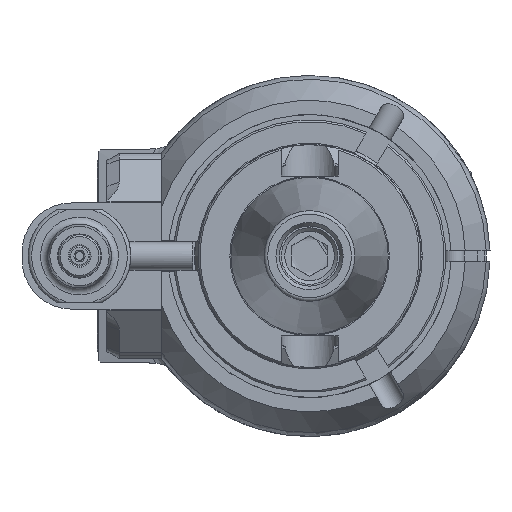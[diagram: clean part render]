
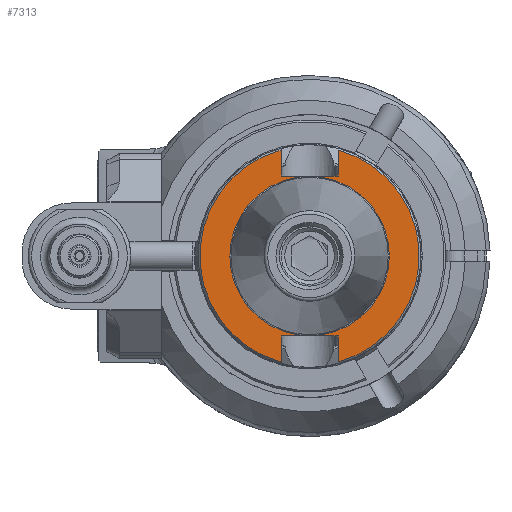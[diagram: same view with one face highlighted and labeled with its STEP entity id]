
A CAD part, left-side view. The second image highlights one B-rep face of the part: STEP entity #7313.
In plain terms, the highlighted planar face has unit normal (-1, 0, 0).
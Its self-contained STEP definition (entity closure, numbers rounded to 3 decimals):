
#346=FACE_BOUND('',#1476,.T.);
#519=PLANE('',#8062);
#990=FACE_OUTER_BOUND('',#1475,.T.);
#1475=EDGE_LOOP('',(#6316,#6317,#6318,#6319,#6320,#6321,#6322,#6323));
#1476=EDGE_LOOP('',(#6324));
#1980=LINE('',#42414,#2480);
#1981=LINE('',#42416,#2481);
#1982=LINE('',#42418,#2482);
#1983=LINE('',#42422,#2483);
#1984=LINE('',#42424,#2484);
#1985=LINE('',#42425,#2485);
#2480=VECTOR('',#9808,7.337);
#2481=VECTOR('',#9809,16.1);
#2482=VECTOR('',#9810,7.337);
#2483=VECTOR('',#9813,7.337);
#2484=VECTOR('',#9814,16.1);
#2485=VECTOR('',#9815,7.337);
#2854=CIRCLE('',#8060,22.525);
#2856=CIRCLE('',#8063,31.);
#2857=CIRCLE('',#8064,31.);
#3458=VERTEX_POINT('',#42406);
#3459=VERTEX_POINT('',#42410);
#3460=VERTEX_POINT('',#42411);
#3461=VERTEX_POINT('',#42413);
#3462=VERTEX_POINT('',#42415);
#3463=VERTEX_POINT('',#42417);
#3464=VERTEX_POINT('',#42419);
#3465=VERTEX_POINT('',#42421);
#3466=VERTEX_POINT('',#42423);
#4441=EDGE_CURVE('',#3458,#3458,#2854,.T.);
#4443=EDGE_CURVE('',#3459,#3460,#2856,.T.);
#4444=EDGE_CURVE('',#3461,#3460,#1980,.T.);
#4445=EDGE_CURVE('',#3461,#3462,#1981,.T.);
#4446=EDGE_CURVE('',#3463,#3462,#1982,.T.);
#4447=EDGE_CURVE('',#3463,#3464,#2857,.T.);
#4448=EDGE_CURVE('',#3465,#3464,#1983,.T.);
#4449=EDGE_CURVE('',#3466,#3465,#1984,.T.);
#4450=EDGE_CURVE('',#3459,#3466,#1985,.T.);
#6316=ORIENTED_EDGE('',*,*,#4443,.T.);
#6317=ORIENTED_EDGE('',*,*,#4444,.F.);
#6318=ORIENTED_EDGE('',*,*,#4445,.T.);
#6319=ORIENTED_EDGE('',*,*,#4446,.F.);
#6320=ORIENTED_EDGE('',*,*,#4447,.T.);
#6321=ORIENTED_EDGE('',*,*,#4448,.F.);
#6322=ORIENTED_EDGE('',*,*,#4449,.F.);
#6323=ORIENTED_EDGE('',*,*,#4450,.F.);
#6324=ORIENTED_EDGE('',*,*,#4441,.T.);
#7313=ADVANCED_FACE('',(#990,#346),#519,.F.);
#8060=AXIS2_PLACEMENT_3D('',#42407,#9800,#9801);
#8062=AXIS2_PLACEMENT_3D('',#42409,#9804,#9805);
#8063=AXIS2_PLACEMENT_3D('',#42412,#9806,#9807);
#8064=AXIS2_PLACEMENT_3D('',#42420,#9811,#9812);
#9800=DIRECTION('center_axis',(1.,0.,0.));
#9801=DIRECTION('ref_axis',(0.,1.,0.));
#9804=DIRECTION('center_axis',(1.,0.,0.));
#9805=DIRECTION('ref_axis',(0.,-1.,0.));
#9806=DIRECTION('center_axis',(-1.,0.,0.));
#9807=DIRECTION('ref_axis',(0.,-0.26,-0.966));
#9808=DIRECTION('',(0.,0.,1.));
#9809=DIRECTION('',(0.,1.,0.));
#9810=DIRECTION('',(0.,0.,-1.));
#9811=DIRECTION('center_axis',(-1.,0.,0.));
#9812=DIRECTION('ref_axis',(0.,0.26,0.966));
#9813=DIRECTION('',(0.,0.,-1.));
#9814=DIRECTION('',(0.,1.,0.));
#9815=DIRECTION('',(0.,0.,1.));
#42406=CARTESIAN_POINT('',(-84.,22.525,0.));
#42407=CARTESIAN_POINT('Origin',(-84.,0.,0.));
#42409=CARTESIAN_POINT('Origin',(-84.,-22.675,0.));
#42410=CARTESIAN_POINT('',(-84.,-8.05,-29.937));
#42411=CARTESIAN_POINT('',(-84.,-8.05,29.937));
#42412=CARTESIAN_POINT('Origin',(-84.,0.,0.));
#42413=CARTESIAN_POINT('',(-84.,-8.05,22.6));
#42414=CARTESIAN_POINT('',(-84.,-8.05,22.6));
#42415=CARTESIAN_POINT('',(-84.,8.05,22.6));
#42416=CARTESIAN_POINT('',(-84.,-8.05,22.6));
#42417=CARTESIAN_POINT('',(-84.,8.05,29.937));
#42418=CARTESIAN_POINT('',(-84.,8.05,29.937));
#42419=CARTESIAN_POINT('',(-84.,8.05,-29.937));
#42420=CARTESIAN_POINT('Origin',(-84.,0.,0.));
#42421=CARTESIAN_POINT('',(-84.,8.05,-22.6));
#42422=CARTESIAN_POINT('',(-84.,8.05,-22.6));
#42423=CARTESIAN_POINT('',(-84.,-8.05,-22.6));
#42424=CARTESIAN_POINT('',(-84.,-8.05,-22.6));
#42425=CARTESIAN_POINT('',(-84.,-8.05,-29.937));
